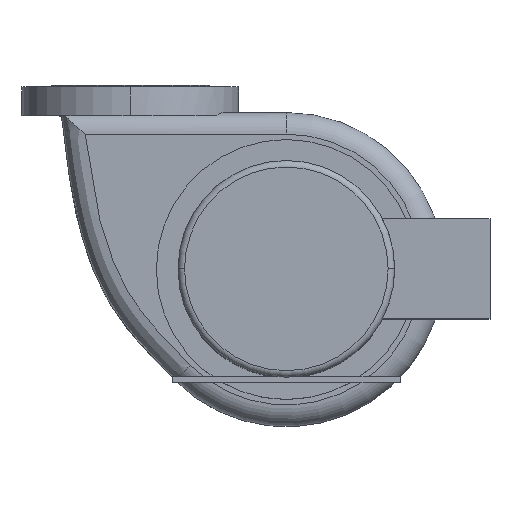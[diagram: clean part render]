
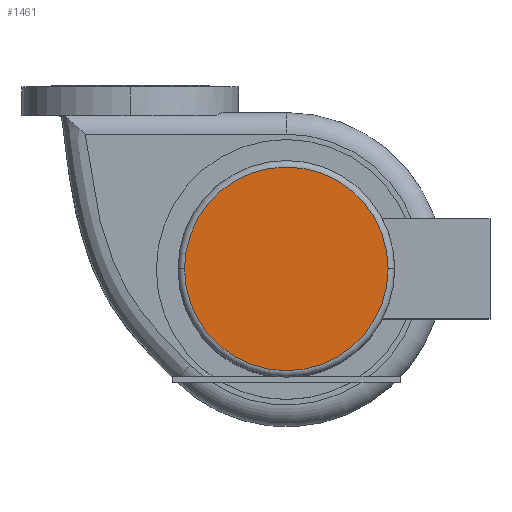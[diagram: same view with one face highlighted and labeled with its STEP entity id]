
A CAD part, top view. The second image highlights one B-rep face of the part: STEP entity #1461.
In plain terms, the highlighted planar face has unit normal (0, 0, 1).
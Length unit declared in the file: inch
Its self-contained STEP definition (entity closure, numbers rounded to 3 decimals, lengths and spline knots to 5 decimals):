
#411 = DIRECTION ( 'NONE',  ( 0., 0., 1. ) ) ;
#929 = VERTEX_POINT ( 'NONE', #3391 ) ;
#1035 = ORIENTED_EDGE ( 'NONE', *, *, #3608, .T. ) ;
#1141 = ORIENTED_EDGE ( 'NONE', *, *, #3555, .T. ) ;
#1228 = CIRCLE ( 'NONE', #2660, 4.7 ) ;
#1392 = PLANE ( 'NONE',  #1995 ) ;
#1448 = EDGE_LOOP ( 'NONE', ( #1141, #1035 ) ) ;
#1461 = ADVANCED_FACE ( 'NONE', ( #2595 ), #1392, .T. ) ;
#1621 = DIRECTION ( 'NONE',  ( 1., 0., 0. ) ) ;
#1870 = CIRCLE ( 'NONE', #3487, 4.7 ) ;
#1949 = DIRECTION ( 'NONE',  ( 1., 0., 0. ) ) ;
#1995 = AXIS2_PLACEMENT_3D ( 'NONE', #2616, #3145, #1949 ) ;
#2492 = CARTESIAN_POINT ( 'NONE',  ( 0., 0., 0. ) ) ;
#2513 = DIRECTION ( 'NONE',  ( 1., 0., 0. ) ) ;
#2595 = FACE_OUTER_BOUND ( 'NONE', #1448, .T. ) ;
#2616 = CARTESIAN_POINT ( 'NONE',  ( 0., 0., 0. ) ) ;
#2660 = AXIS2_PLACEMENT_3D ( 'NONE', #2492, #2777, #2513 ) ;
#2777 = DIRECTION ( 'NONE',  ( 0., 0., 1. ) ) ;
#3090 = CARTESIAN_POINT ( 'NONE',  ( 0., 0., 0. ) ) ;
#3145 = DIRECTION ( 'NONE',  ( 0., 0., 1. ) ) ;
#3210 = CARTESIAN_POINT ( 'NONE',  ( 4.7, 0., 0. ) ) ;
#3304 = VERTEX_POINT ( 'NONE', #3210 ) ;
#3391 = CARTESIAN_POINT ( 'NONE',  ( -4.7, 0., 0. ) ) ;
#3487 = AXIS2_PLACEMENT_3D ( 'NONE', #3090, #411, #1621 ) ;
#3555 = EDGE_CURVE ( 'NONE', #3304, #929, #1228, .T. ) ;
#3608 = EDGE_CURVE ( 'NONE', #929, #3304, #1870, .T. ) ;
